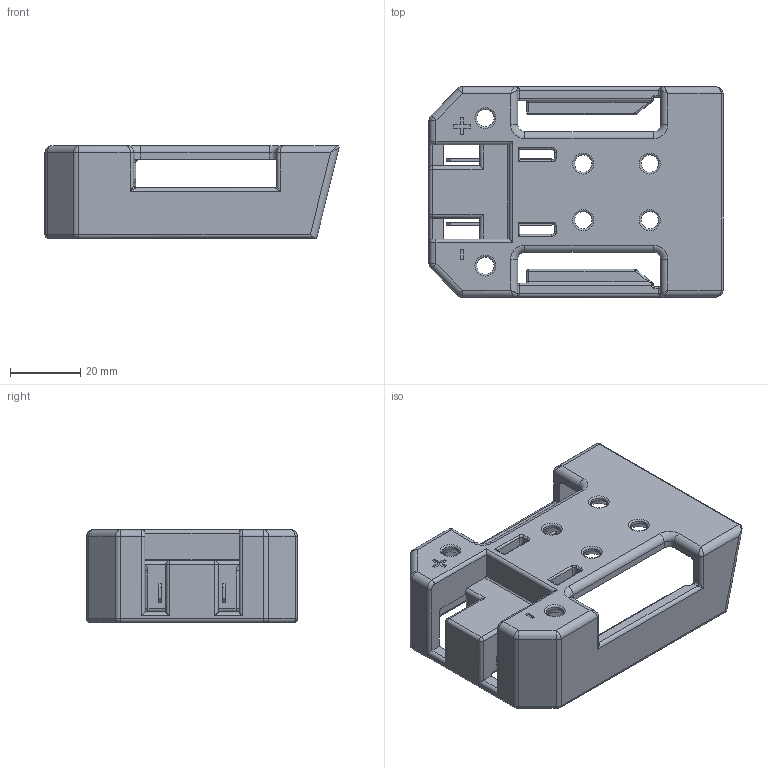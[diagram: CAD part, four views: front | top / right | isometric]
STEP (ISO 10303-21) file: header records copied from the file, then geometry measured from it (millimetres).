
FILE_DESCRIPTION(/* description */ (''),/* implementation_level */ '2;1');
FILE_NAME(/* name */ 'M18 battery mount.step',/* time_stamp */ '2020-12-06T12:33:09-05:00',/* author */ (''),/* organization */ (''),/* preprocessor_version */ 'ST-DEVELOPER v18.1',/* originating_system */ 'Autodesk Translation Framework v9.3.0.1241',/* authorisation */ '');
FILE_SCHEMA (('AUTOMOTIVE_DESIGN { 1 0 10303 214 3 1 1 }'));
Length unit declared in the file: millimetre
Products named in the file (3): Amazon M18 battery mount; Contacts; Frame
Assembly tree (2 placements, depth 2):
  Amazon M18 battery mount
    Contacts
    Frame
Bounding box: 83.75 x 60 x 26.39 mm (x, y, z)
Volume: 32059.4 mm3; surface area: 20663.5 mm2
Topology: 3 solids, 3 shells, 489 faces, 1198 edges, 685 vertices
Faces by surface type: cylinder 202, plane 138, bspline 66, torus 45, sphere 32, cone 6
Full cylindrical faces by diameter (mm): 1 x4, 4.95 x6
Entity records: 16705 total; most frequent: CARTESIAN_POINT 5283, DIRECTION 2424, ORIENTED_EDGE 2352, EDGE_CURVE 1176, AXIS2_PLACEMENT_3D 907, VERTEX_POINT 685, LINE 610, VECTOR 610
